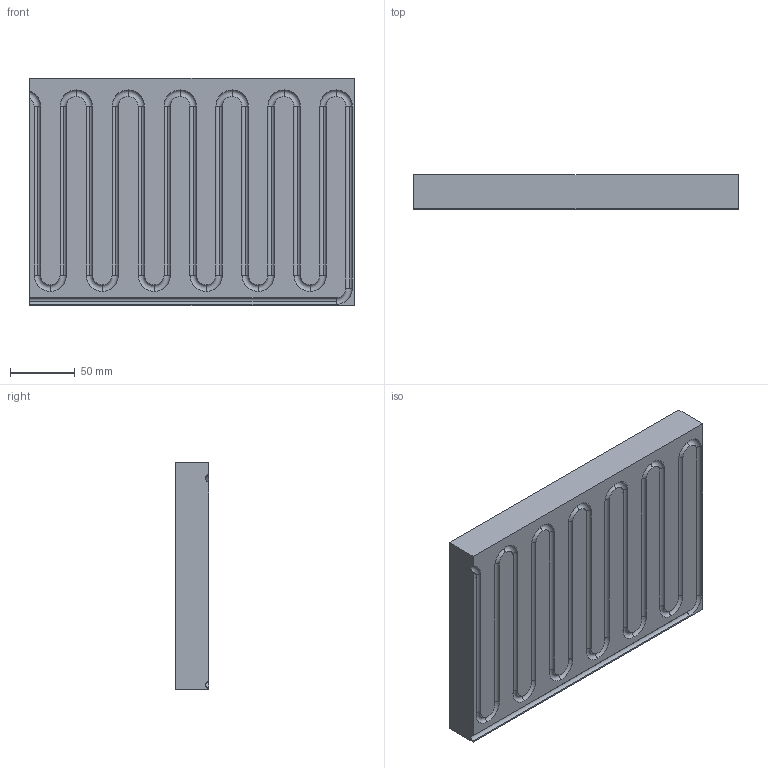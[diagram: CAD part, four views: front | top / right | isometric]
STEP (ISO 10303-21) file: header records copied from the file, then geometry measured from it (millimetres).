
FILE_DESCRIPTION (( 'STEP AP214' ), '1' );
FILE_NAME ('cavity.STEP', '2025-01-14T16:30:20', ( '' ), ( '' ), 'SwSTEP 2.0', 'SolidWorks 2022', '' );
FILE_SCHEMA (( 'AUTOMOTIVE_DESIGN' ));
Length unit declared in the file: millimetre
Products named in the file (1): cavity
Bounding box: 250 x 25.95 x 175 mm (x, y, z)
Volume: 1050794.7 mm3; surface area: 129605.4 mm2
Topology: 1 solids, 2 shells, 375 faces, 971 edges, 604 vertices
Faces by surface type: bspline 138, cylinder 118, plane 91, torus 28
Entity records: 21623 total; most frequent: CARTESIAN_POINT 13381, ORIENTED_EDGE 1942, DIRECTION 1344, EDGE_CURVE 971, VERTEX_POINT 604, AXIS2_PLACEMENT_3D 453, LINE 438, VECTOR 438
